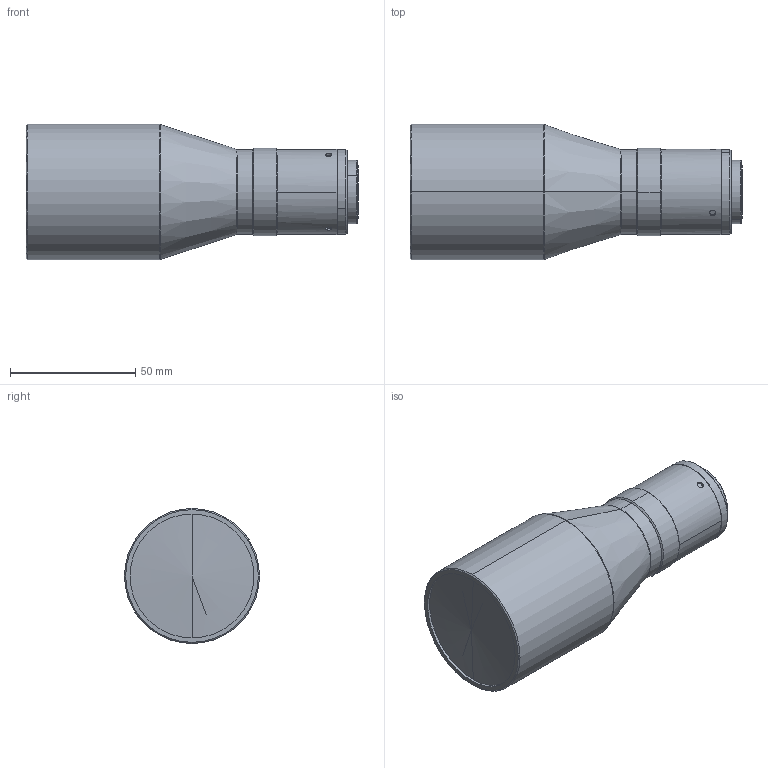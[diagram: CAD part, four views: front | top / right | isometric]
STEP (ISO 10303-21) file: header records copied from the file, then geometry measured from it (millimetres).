
FILE_DESCRIPTION (( 'STEP AP203' ), '1' );
FILE_NAME ('DTCM118-36.STEP', '2019-09-20T03:28:16', ( '' ), ( '' ), 'SwSTEP 2.0', 'SolidWorks 2017', '' );
FILE_SCHEMA (( 'CONFIG_CONTROL_DESIGN' ));
Length unit declared in the file: millimetre
Products named in the file (1): DTCM118-36
Bounding box: 132.7 x 54 x 54 mm (x, y, z)
Volume: 211296.9 mm3; surface area: 22119.3 mm2
Topology: 1 solids, 1 shells, 62 faces, 135 edges, 80 vertices
Faces by surface type: cylinder 27, cone 24, plane 7, bspline 4
Entity records: 1974 total; most frequent: CARTESIAN_POINT 564, DIRECTION 295, ORIENTED_EDGE 262, EDGE_CURVE 131, AXIS2_PLACEMENT_3D 123, VERTEX_POINT 80, EDGE_LOOP 71, CIRCLE 64
